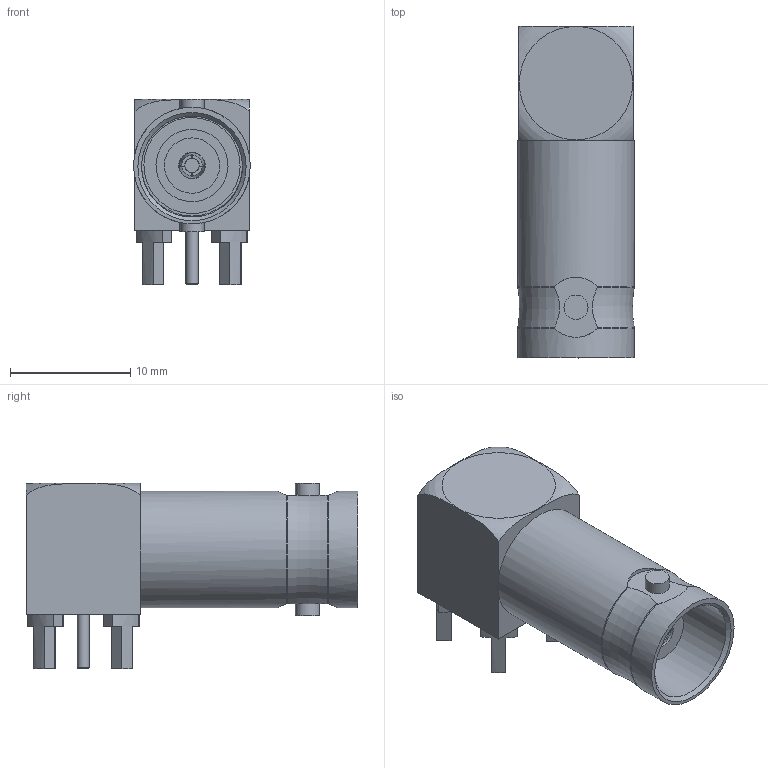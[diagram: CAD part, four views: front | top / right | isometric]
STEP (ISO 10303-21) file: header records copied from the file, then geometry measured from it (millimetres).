
FILE_DESCRIPTION(/* description */ ('Unknown'),/* implementation_level */ '2;1');
FILE_NAME(/* name */ '60711002241501',/* time_stamp */ '2023-05-17T09:44:06+02:00',/* author */ ('Unknown'),/* organization */ ('Unknown'),/* preprocessor_version */ 'ST-DEVELOPER v18.102',/* originating_system */ 'Solid Edge',/* authorisation */ 'Unknown');
FILE_SCHEMA (('AUTOMOTIVE_DESIGN {1 0 10303 214 3 1 1}'));
Length unit declared in the file: millimetre
Products named in the file (9): 60711002241501; 60711002241501_Body ; 60711002241501_Cover; 60711002241501_housing ; 60711002241501_insulator ; 60711002241501_insulator_2 ; 60711002241501_Lok_Ring; 60711002241501_Pin ; 60711002241501_Pin_2
Assembly tree (8 placements, depth 2):
  60711002241501
    60711002241501_Body 
    60711002241501_Cover
    60711002241501_housing 
    60711002241501_insulator 
    60711002241501_insulator_2 
    60711002241501_Lok_Ring
    60711002241501_Pin 
    60711002241501_Pin_2
Bounding box: 9.7 x 27.6 x 15.4 mm (x, y, z)
Volume: 1721.7 mm3; surface area: 3206.9 mm2
Topology: 8 solids, 8 shells, 232 faces, 579 edges, 382 vertices
Faces by surface type: cylinder 131, plane 82, cone 12, torus 7
Full cylindrical faces by diameter (mm): 0.8 x1, 1 x2, 1.1 x1, 1.2 x1, 1.5 x1, 2 x2, 2.1 x2, 2.2 x1, 2.4 x1, 2.5 x1, 3.4 x1, 3.45 x1, 4.6 x1, 5.8 x2, 6 x1, 6.95 x1, 7 x2, 8 x1, 8.4 x1, 8.7 x2, 9 x2, 9.7 x2
Entity records: 7088 total; most frequent: CARTESIAN_POINT 1293, DIRECTION 1280, ORIENTED_EDGE 1056, AXIS2_PLACEMENT_3D 548, EDGE_CURVE 528, VERTEX_POINT 370, EDGE_LOOP 302, FACE_BOUND 302
